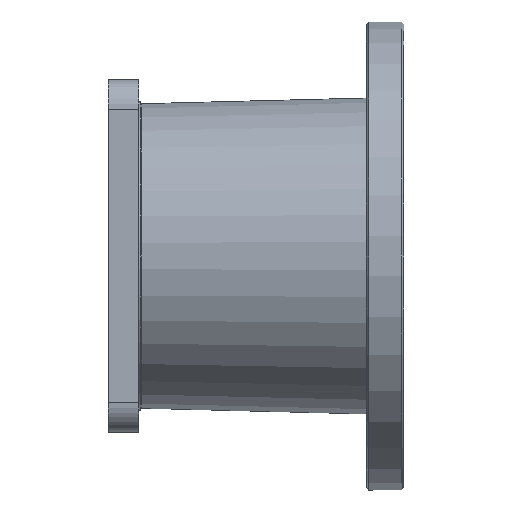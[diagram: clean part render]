
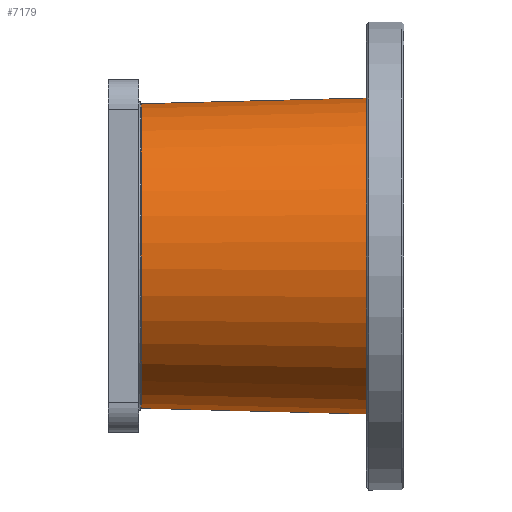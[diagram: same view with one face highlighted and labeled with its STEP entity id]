
A CAD part, left-side view. The second image highlights one B-rep face of the part: STEP entity #7179.
In plain terms, the highlighted free-form (B-spline) face has degree [2, 1] with [9, 2] control points.
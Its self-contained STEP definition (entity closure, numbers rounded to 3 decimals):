
#6943=CARTESIAN_POINT('',(-67.562,24.742,-28.526));
#6944=VERTEX_POINT('',#6943);
#6945=CARTESIAN_POINT('',(-189.912,24.742,28.526));
#6946=VERTEX_POINT('',#6945);
#6947=CARTESIAN_POINT('',(-128.737,24.742,0.));
#6948=DIRECTION('',(0.,-1.0,0.));
#6949=DIRECTION('',(0.906,0.,-0.423));
#6950=AXIS2_PLACEMENT_3D('',#6947,#6948,#6949);
#6951=CIRCLE('',#6950,67.499);
#6952=EDGE_CURVE('',#6944,#6946,#6951,.T.);
#6954=CARTESIAN_POINT('',(-128.737,24.742,0.));
#6955=DIRECTION('',(0.,-1.0,0.));
#6956=DIRECTION('',(0.906,0.,-0.423));
#6957=AXIS2_PLACEMENT_3D('',#6954,#6955,#6956);
#6958=CIRCLE('',#6957,67.499);
#6959=EDGE_CURVE('',#6946,#6944,#6958,.T.);
#7124=CARTESIAN_POINT('',(-67.562,24.742,-28.526));
#7125=CARTESIAN_POINT('',(-39.036,24.742,32.649));
#7126=CARTESIAN_POINT('',(-100.211,24.742,61.175));
#7127=CARTESIAN_POINT('',(-161.386,24.742,89.701));
#7128=CARTESIAN_POINT('',(-189.912,24.742,28.526));
#7129=CARTESIAN_POINT('',(-218.439,24.742,-32.649));
#7130=CARTESIAN_POINT('',(-157.264,24.742,-61.175));
#7131=CARTESIAN_POINT('',(-96.088,24.742,-89.701));
#7132=CARTESIAN_POINT('',(-67.562,24.742,-28.526));
#7133=CARTESIAN_POINT('',(-69.768,120.542,-27.498));
#7134=CARTESIAN_POINT('',(-42.27,120.542,31.472));
#7135=CARTESIAN_POINT('',(-101.239,120.542,58.969));
#7136=CARTESIAN_POINT('',(-160.209,120.542,86.467));
#7137=CARTESIAN_POINT('',(-187.707,120.542,27.498));
#7138=CARTESIAN_POINT('',(-215.204,120.542,-31.472));
#7139=CARTESIAN_POINT('',(-156.235,120.542,-58.969));
#7140=CARTESIAN_POINT('',(-97.266,120.542,-86.467));
#7141=CARTESIAN_POINT('',(-69.768,120.542,-27.498));
#7149=(BOUNDED_SURFACE()B_SPLINE_SURFACE(2,1,((#7124,#7133),(#7125,#7134),(#7126,#7135),(#7127,#7136),(#7128,#7137),(#7129,#7138),(#7130,#7139),(#7131,#7140),(#7132,#7141)),.UNSPECIFIED.,.T.,.F.,.U.)B_SPLINE_SURFACE_WITH_KNOTS((3,2,2,2,3),(2,2),(0.0,0.25,0.5,0.75,1.0),(0.0,95.831),.UNSPECIFIED.)GEOMETRIC_REPRESENTATION_ITEM()RATIONAL_B_SPLINE_SURFACE(((1.0,1.0),(0.707,0.707),(1.0,1.0),(0.707,0.707),(1.0,1.0),(0.707,0.707),(1.0,1.0),(0.707,0.707),(1.0,1.0)))REPRESENTATION_ITEM('')SURFACE());
#7150=CARTESIAN_POINT('',(-69.768,120.542,-27.498));
#7151=VERTEX_POINT('',#7150);
#7152=CARTESIAN_POINT('',(-67.562,24.742,-28.526));
#7153=DIRECTION('',(-0.023,1.,0.011));
#7154=VECTOR('',#7153,95.831);
#7155=LINE('',#7152,#7154);
#7156=EDGE_CURVE('',#6944,#7151,#7155,.T.);
#7157=ORIENTED_EDGE('',*,*,#7156,.T.);
#7158=CARTESIAN_POINT('',(-187.707,120.542,27.498));
#7159=VERTEX_POINT('',#7158);
#7160=CARTESIAN_POINT('',(-128.737,120.542,0.));
#7161=DIRECTION('',(0.,-1.0,0.));
#7162=DIRECTION('',(0.906,0.,-0.423));
#7163=AXIS2_PLACEMENT_3D('',#7160,#7161,#7162);
#7164=CIRCLE('',#7163,65.066);
#7165=EDGE_CURVE('',#7151,#7159,#7164,.T.);
#7166=ORIENTED_EDGE('',*,*,#7165,.T.);
#7167=CARTESIAN_POINT('',(-128.737,120.542,0.));
#7168=DIRECTION('',(0.,-1.0,0.));
#7169=DIRECTION('',(0.906,0.,-0.423));
#7170=AXIS2_PLACEMENT_3D('',#7167,#7168,#7169);
#7171=CIRCLE('',#7170,65.066);
#7172=EDGE_CURVE('',#7159,#7151,#7171,.T.);
#7173=ORIENTED_EDGE('',*,*,#7172,.T.);
#7174=ORIENTED_EDGE('',*,*,#7156,.F.);
#7175=ORIENTED_EDGE('',*,*,#6959,.F.);
#7176=ORIENTED_EDGE('',*,*,#6952,.F.);
#7177=EDGE_LOOP('',(#7157,#7166,#7173,#7174,#7175,#7176));
#7178=FACE_OUTER_BOUND('',#7177,.T.);
#7179=ADVANCED_FACE('',(#7178),#7149,.F.);
